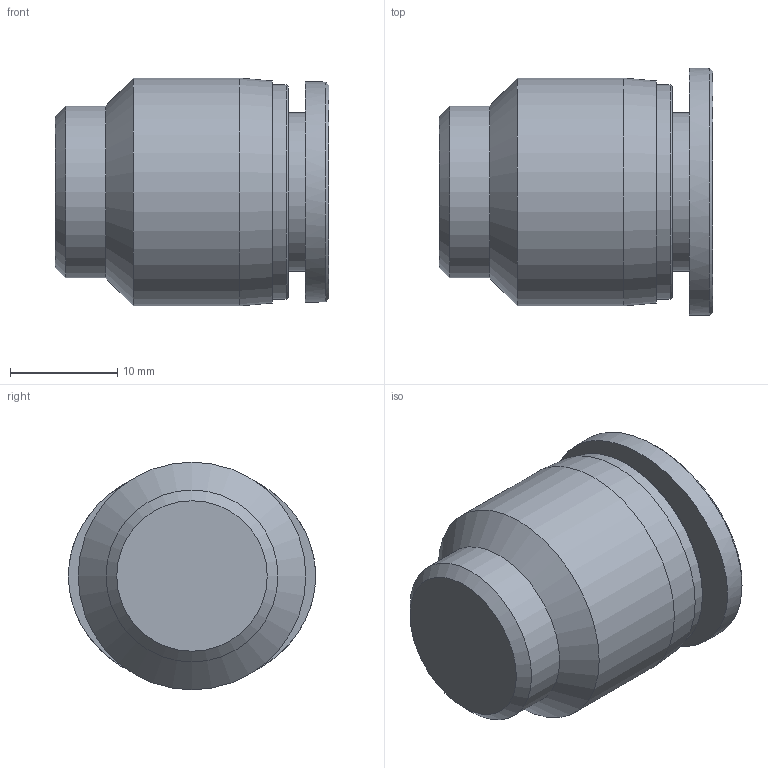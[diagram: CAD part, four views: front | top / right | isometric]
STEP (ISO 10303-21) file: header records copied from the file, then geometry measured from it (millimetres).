
FILE_DESCRIPTION((''),'2;1');
FILE_NAME('PPF 1_2.stp','2016-10-17T14:53:44',('Administrator'),(''),'Autodesk Inventor 2013','Autodesk Inventor 2013','');
FILE_SCHEMA(('CONFIG_CONTROL_DESIGN'));
Length unit declared in the file: millimetre
Products named in the file (3): PPF 1_2; NPF N1_2 BODY; SLEEVE N1_2L
Assembly tree (2 placements, depth 2):
  PPF 1_2
    NPF N1_2 BODY
    SLEEVE N1_2L
Bounding box: 25.5 x 23 x 21.2 mm (x, y, z)
Volume: 4671 mm3; surface area: 3785.4 mm2
Topology: 2 solids, 2 shells, 20 faces, 32 edges, 19 vertices
Faces by surface type: plane 7, cylinder 6, cone 5, bspline 2
Full cylindrical faces by diameter (mm): 13 x2, 14.8 x1, 16 x1, 20 x1, 21.2 x1
Entity records: 588 total; most frequent: CARTESIAN_POINT 180, DIRECTION 81, AXIS2_PLACEMENT_3D 40, ORIENTED_EDGE 40, EDGE_LOOP 37, EDGE_CURVE 20, FACE_OUTER_BOUND 20, ADVANCED_FACE 20
